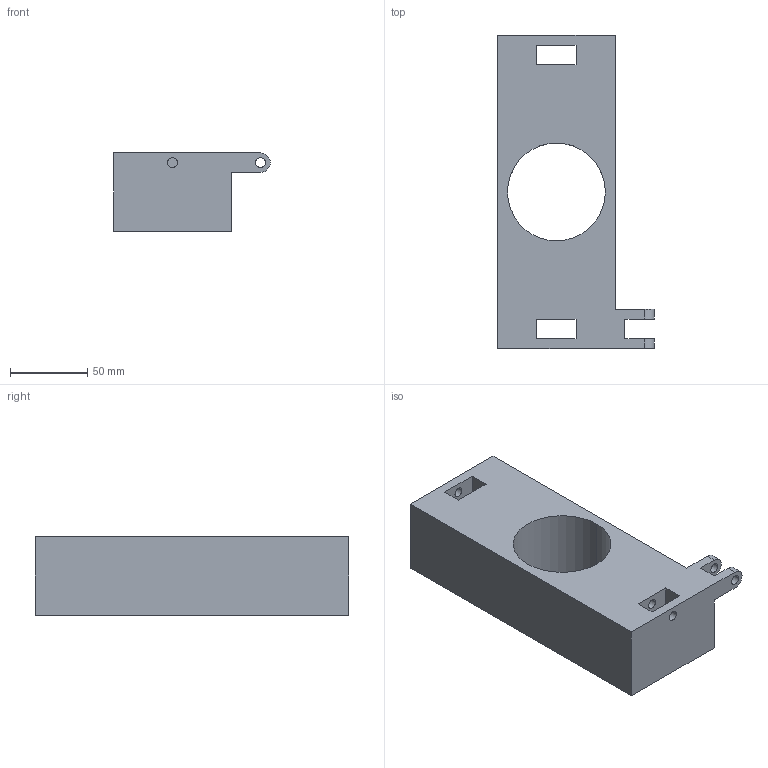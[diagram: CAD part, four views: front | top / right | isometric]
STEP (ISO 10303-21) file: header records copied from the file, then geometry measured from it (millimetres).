
FILE_DESCRIPTION (( 'STEP AP203' ), '1' );
FILE_NAME ('upright (for sim)_Rear Right_sldprt.STEP', '2022-10-11T15:05:28', ( '' ), ( '' ), 'SwSTEP 2.0', 'SolidWorks 2021', '' );
FILE_SCHEMA (( 'CONFIG_CONTROL_DESIGN' ));
Length unit declared in the file: inch
Products named in the file (1): upright (for sim)_Rear Right_sldprt
Bounding box: 101.6 x 203.2 x 50.8 mm (x, y, z)
Volume: 595011.1 mm3; surface area: 72923.8 mm2
Topology: 1 solids, 1 shells, 39 faces, 105 edges, 70 vertices
Faces by surface type: plane 21, cylinder 18
Entity records: 1342 total; most frequent: DIRECTION 221, CARTESIAN_POINT 215, ORIENTED_EDGE 210, EDGE_CURVE 105, AXIS2_PLACEMENT_3D 76, VERTEX_POINT 70, LINE 69, VECTOR 69
